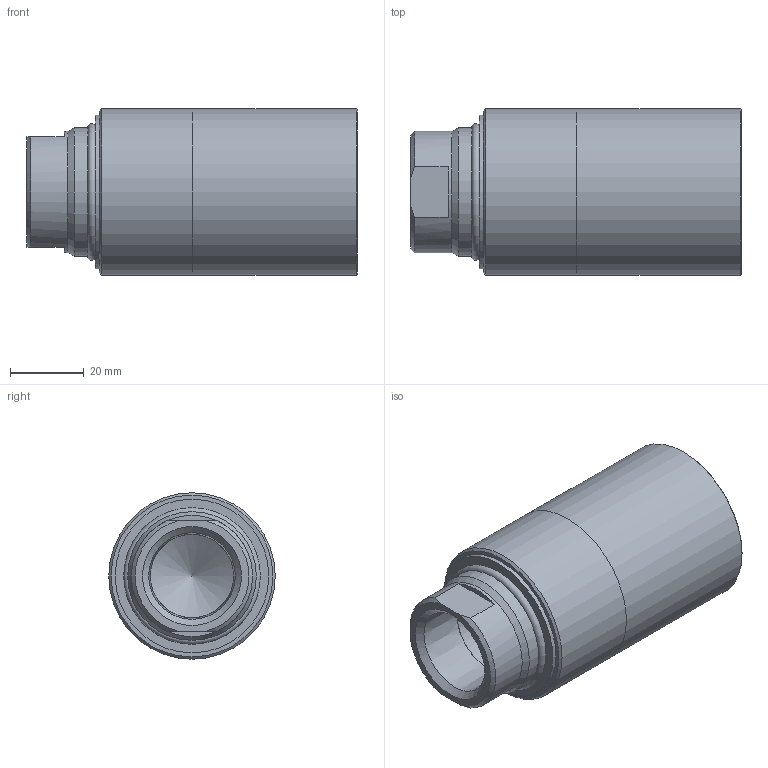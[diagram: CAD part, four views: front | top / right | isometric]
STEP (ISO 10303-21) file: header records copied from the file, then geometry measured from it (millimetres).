
FILE_DESCRIPTION(/* description */ (''),/* implementation_level */ '2;1');
FILE_NAME(/* name */ '60G-1T12.stp',/* time_stamp */ '2015-10-15T08:01:14-05:00',/* author */ ('scottg'),/* organization */ ('FasTest,Inc.'),/* preprocessor_version */ 'ST-DEVELOPER v15.2',/* originating_system */ 'Autodesk Inventor 2014',/* authorisation */ '');
FILE_SCHEMA (('AUTOMOTIVE_DESIGN { 1 0 10303 214 3 1 1 }'));
Length unit declared in the file: inch
Products named in the file (1): 60G-1T12
Bounding box: 89.87 x 45.26 x 45.26 mm (x, y, z)
Surface area: 19818.8 mm2 (no closed solid volume)
Topology: 0 solids, 8 shells, 94 faces, 243 edges, 158 vertices
Faces by surface type: plane 43, cone 36, cylinder 11, torus 4
Full cylindrical faces by diameter (mm): 22.225 x1, 22.631 x1, 32.487 x1, 32.969 x1, 35.001 x2, 35.255 x1, 41.783 x1, 42.062 x1, 45.263 x2
Entity records: 2681 total; most frequent: CARTESIAN_POINT 509, DIRECTION 460, ORIENTED_EDGE 422, EDGE_CURVE 209, AXIS2_PLACEMENT_3D 184, VERTEX_POINT 149, EDGE_LOOP 126, ADVANCED_FACE 94
